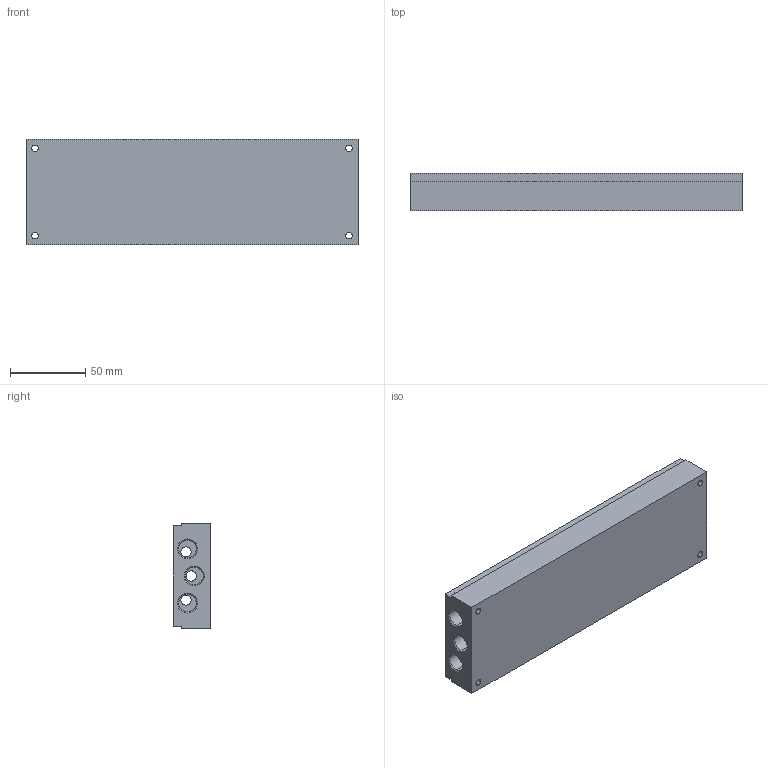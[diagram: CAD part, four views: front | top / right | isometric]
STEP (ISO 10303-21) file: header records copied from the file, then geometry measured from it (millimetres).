
FILE_DESCRIPTION (( 'STEP AP203' ), '1' );
FILE_NAME ('05.092.2.STEP', '2018-12-18T16:45:12', ( '' ), ( '' ), 'SwSTEP 2.0', 'SolidWorks 2016', '' );
FILE_SCHEMA (( 'CONFIG_CONTROL_DESIGN' ));
Length unit declared in the file: millimetre
Products named in the file (1): 05.092.2
Bounding box: 220.5 x 25 x 70 mm (x, y, z)
Volume: 342746.8 mm3; surface area: 66731.5 mm2
Topology: 1 solids, 1 shells, 390 faces, 966 edges, 624 vertices
Faces by surface type: cylinder 226, plane 104, cone 60
Entity records: 13887 total; most frequent: CARTESIAN_POINT 4141, DIRECTION 2116, ORIENTED_EDGE 1932, EDGE_CURVE 966, AXIS2_PLACEMENT_3D 879, VERTEX_POINT 624, EDGE_LOOP 522, CIRCLE 488
